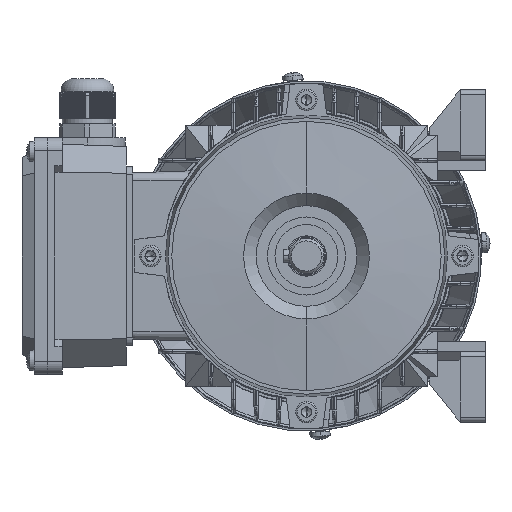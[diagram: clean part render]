
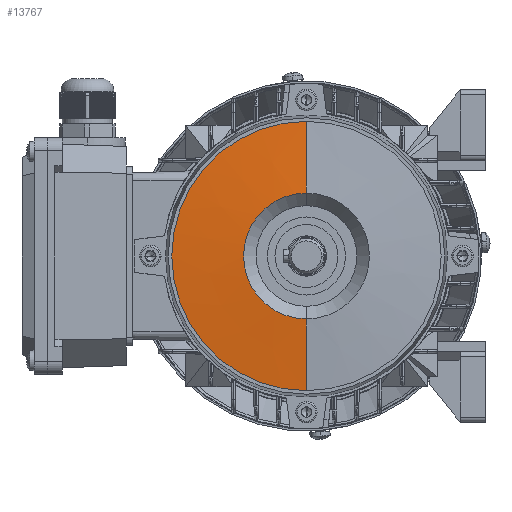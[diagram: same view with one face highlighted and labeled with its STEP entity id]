
A CAD part, left-side view. The second image highlights one B-rep face of the part: STEP entity #13767.
In plain terms, the highlighted conical face has half-angle 85 degrees and reference radius 53.5 mm.
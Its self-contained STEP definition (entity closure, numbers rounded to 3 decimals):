
#13704 = VERTEX_POINT ( 'NONE', #50518 ) ;
#13705 = VERTEX_POINT ( 'NONE', #50516 ) ;
#13749 = ORIENTED_EDGE ( 'NONE', *, *, #13750, .F. ) ;
#13750 = EDGE_CURVE ( 'NONE', #13772, #13704, #50618, .T. ) ;
#13764 = EDGE_CURVE ( 'NONE', #13705, #13704, #50649, .T. ) ;
#13767 = ADVANCED_FACE ( 'NONE', ( #50696 ), #50694, .T. ) ;
#13768 = EDGE_LOOP ( 'NONE', ( #13769, #13773, #36706, #13749 ) ) ;
#13769 = ORIENTED_EDGE ( 'NONE', *, *, #13770, .F. ) ;
#13770 = EDGE_CURVE ( 'NONE', #13771, #13772, #50695, .T. ) ;
#13771 = VERTEX_POINT ( 'NONE', #50685 ) ;
#13772 = VERTEX_POINT ( 'NONE', #50684 ) ;
#13773 = ORIENTED_EDGE ( 'NONE', *, *, #13774, .T. ) ;
#13774 = EDGE_CURVE ( 'NONE', #13771, #13705, #50682, .T. ) ;
#36706 = ORIENTED_EDGE ( 'NONE', *, *, #13764, .T. ) ;
#50516 = CARTESIAN_POINT ( 'NONE',  ( 2.493, 0., 53.5 ) ) ;
#50518 = CARTESIAN_POINT ( 'NONE',  ( 2.493, 0., -53.5 ) ) ;
#50615 = DIRECTION ( 'NONE',  ( 0.087, 0., -0.996 ) ) ;
#50616 = VECTOR ( 'NONE', #50615, 1000. ) ;
#50617 = CARTESIAN_POINT ( 'NONE',  ( 2.493, 0., -53.5 ) ) ;
#50618 = LINE ( 'NONE', #50617, #50616 ) ;
#50642 = CARTESIAN_POINT ( 'NONE',  ( 2.493, 0., 0. ) ) ;
#50643 = AXIS2_PLACEMENT_3D ( 'NONE', #50642, #50702, #50701 ) ;
#50649 = CIRCLE ( 'NONE', #50643, 53.5 ) ;
#50679 = DIRECTION ( 'NONE',  ( 0.087, 0., 0.996 ) ) ;
#50680 = VECTOR ( 'NONE', #50679, 1000. ) ;
#50681 = CARTESIAN_POINT ( 'NONE',  ( 2.493, 0., 53.5 ) ) ;
#50682 = LINE ( 'NONE', #50681, #50680 ) ;
#50684 = CARTESIAN_POINT ( 'NONE',  ( 0., 0., -25. ) ) ;
#50685 = CARTESIAN_POINT ( 'NONE',  ( 0., 0., 25. ) ) ;
#50686 = DIRECTION ( 'NONE',  ( 0., 0., 1. ) ) ;
#50687 = DIRECTION ( 'NONE',  ( -1., 0., 0. ) ) ;
#50688 = CARTESIAN_POINT ( 'NONE',  ( 0., 0., 0. ) ) ;
#50689 = AXIS2_PLACEMENT_3D ( 'NONE', #50688, #50687, #50686 ) ;
#50690 = DIRECTION ( 'NONE',  ( 0., 0., -1. ) ) ;
#50691 = DIRECTION ( 'NONE',  ( 1., 0., 0. ) ) ;
#50692 = CARTESIAN_POINT ( 'NONE',  ( 2.493, 0., 0. ) ) ;
#50693 = AXIS2_PLACEMENT_3D ( 'NONE', #50692, #50691, #50690 ) ;
#50694 = CONICAL_SURFACE ( 'NONE', #50693, 53.5, 1.484 ) ;
#50695 = CIRCLE ( 'NONE', #50689, 25. ) ;
#50696 = FACE_OUTER_BOUND ( 'NONE', #13768, .T. ) ;
#50701 = DIRECTION ( 'NONE',  ( 0., 0., 1. ) ) ;
#50702 = DIRECTION ( 'NONE',  ( -1., 0., 0. ) ) ;
